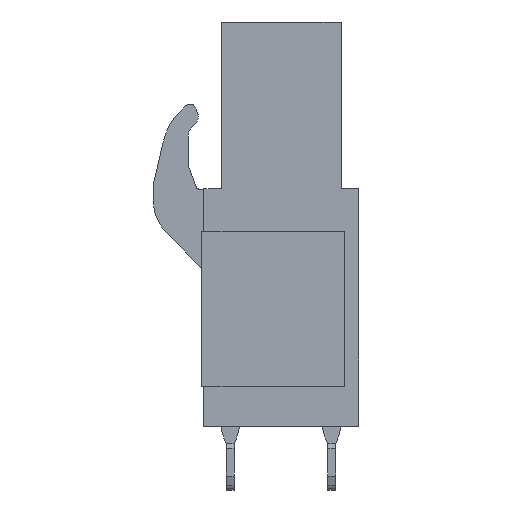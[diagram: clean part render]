
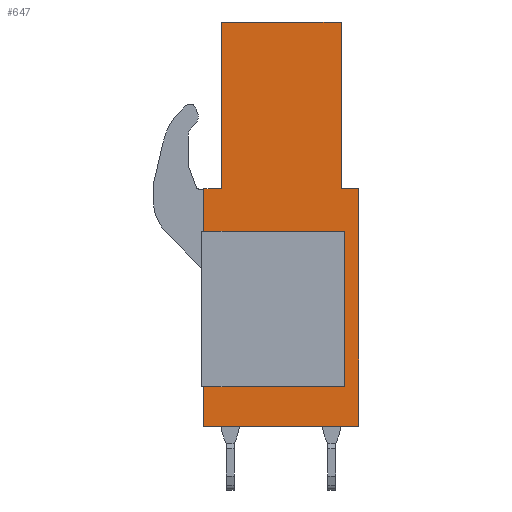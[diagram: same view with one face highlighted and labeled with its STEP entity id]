
A CAD part, left-side view. The second image highlights one B-rep face of the part: STEP entity #647.
In plain terms, the highlighted planar face has unit normal (-1, 0, 0).
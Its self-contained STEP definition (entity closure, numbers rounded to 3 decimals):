
#574=AXIS2_PLACEMENT_3D('Plane Axis2P3D',#571,#572,#573) ;
#36=CARTESIAN_POINT('Line Origine',(1.,3.875,23.45)) ;
#40=CARTESIAN_POINT('Vertex',(1.,0.875,23.45)) ;
#42=CARTESIAN_POINT('Vertex',(1.,6.875,23.45)) ;
#463=CARTESIAN_POINT('Vertex',(1.,7.75,3.2)) ;
#466=CARTESIAN_POINT('Line Origine',(1.,7.75,4.437)) ;
#470=CARTESIAN_POINT('Vertex',(1.,7.75,5.675)) ;
#477=CARTESIAN_POINT('Vertex',(1.,7.75,12.475)) ;
#480=CARTESIAN_POINT('Line Origine',(1.,7.75,13.787)) ;
#484=CARTESIAN_POINT('Vertex',(1.,7.75,15.1)) ;
#571=CARTESIAN_POINT('Axis2P3D Location',(1.,0.,0.)) ;
#576=CARTESIAN_POINT('Line Origine',(1.,4.225,12.475)) ;
#580=CARTESIAN_POINT('Vertex',(1.,0.7,12.475)) ;
#583=CARTESIAN_POINT('Line Origine',(1.,0.7,9.075)) ;
#587=CARTESIAN_POINT('Vertex',(1.,0.7,5.675)) ;
#590=CARTESIAN_POINT('Line Origine',(1.,4.225,5.675)) ;
#595=CARTESIAN_POINT('Line Origine',(1.,3.875,3.2)) ;
#599=CARTESIAN_POINT('Vertex',(1.,0.,3.2)) ;
#602=CARTESIAN_POINT('Line Origine',(1.,0.,9.15)) ;
#606=CARTESIAN_POINT('Vertex',(1.,0.,15.1)) ;
#609=CARTESIAN_POINT('Line Origine',(1.,0.438,15.1)) ;
#613=CARTESIAN_POINT('Vertex',(1.,0.875,15.1)) ;
#616=CARTESIAN_POINT('Line Origine',(1.,0.875,19.275)) ;
#621=CARTESIAN_POINT('Line Origine',(1.,6.875,19.275)) ;
#625=CARTESIAN_POINT('Vertex',(1.,6.875,15.1)) ;
#628=CARTESIAN_POINT('Line Origine',(1.,7.313,15.1)) ;
#37=DIRECTION('Vector Direction',(0.,1.,0.)) ;
#467=DIRECTION('Vector Direction',(0.,0.,1.)) ;
#481=DIRECTION('Vector Direction',(0.,0.,1.)) ;
#572=DIRECTION('Axis2P3D Direction',(1.,0.,0.)) ;
#573=DIRECTION('Axis2P3D XDirection',(0.,1.,0.)) ;
#577=DIRECTION('Vector Direction',(0.,-1.,0.)) ;
#584=DIRECTION('Vector Direction',(0.,0.,1.)) ;
#591=DIRECTION('Vector Direction',(0.,-1.,0.)) ;
#596=DIRECTION('Vector Direction',(0.,1.,0.)) ;
#603=DIRECTION('Vector Direction',(0.,0.,1.)) ;
#610=DIRECTION('Vector Direction',(0.,1.,0.)) ;
#617=DIRECTION('Vector Direction',(0.,0.,1.)) ;
#622=DIRECTION('Vector Direction',(0.,0.,1.)) ;
#629=DIRECTION('Vector Direction',(0.,-1.,0.)) ;
#38=VECTOR('Line Direction',#37,1.) ;
#468=VECTOR('Line Direction',#467,1.) ;
#482=VECTOR('Line Direction',#481,1.) ;
#578=VECTOR('Line Direction',#577,1.) ;
#585=VECTOR('Line Direction',#584,1.) ;
#592=VECTOR('Line Direction',#591,1.) ;
#597=VECTOR('Line Direction',#596,1.) ;
#604=VECTOR('Line Direction',#603,1.) ;
#611=VECTOR('Line Direction',#610,1.) ;
#618=VECTOR('Line Direction',#617,1.) ;
#623=VECTOR('Line Direction',#622,1.) ;
#630=VECTOR('Line Direction',#629,1.) ;
#634=ORIENTED_EDGE('',*,*,#582,.T.) ;
#635=ORIENTED_EDGE('',*,*,#589,.T.) ;
#636=ORIENTED_EDGE('',*,*,#594,.F.) ;
#637=ORIENTED_EDGE('',*,*,#472,.F.) ;
#638=ORIENTED_EDGE('',*,*,#601,.F.) ;
#639=ORIENTED_EDGE('',*,*,#608,.T.) ;
#640=ORIENTED_EDGE('',*,*,#615,.F.) ;
#641=ORIENTED_EDGE('',*,*,#620,.F.) ;
#642=ORIENTED_EDGE('',*,*,#44,.T.) ;
#643=ORIENTED_EDGE('',*,*,#627,.F.) ;
#644=ORIENTED_EDGE('',*,*,#632,.F.) ;
#645=ORIENTED_EDGE('',*,*,#486,.F.) ;
#647=ADVANCED_FACE('BLL5.08/20/180B 3.2SNOR 1682910000',(#646),#575,.F.) ;
#44=EDGE_CURVE('',#41,#43,#39,.T.) ;
#472=EDGE_CURVE('',#464,#471,#469,.T.) ;
#486=EDGE_CURVE('',#478,#485,#483,.T.) ;
#582=EDGE_CURVE('',#478,#581,#579,.T.) ;
#589=EDGE_CURVE('',#581,#588,#586,.F.) ;
#594=EDGE_CURVE('',#471,#588,#593,.T.) ;
#601=EDGE_CURVE('',#600,#464,#598,.T.) ;
#608=EDGE_CURVE('',#600,#607,#605,.T.) ;
#615=EDGE_CURVE('',#614,#607,#612,.F.) ;
#620=EDGE_CURVE('',#41,#614,#619,.F.) ;
#627=EDGE_CURVE('',#626,#43,#624,.T.) ;
#632=EDGE_CURVE('',#485,#626,#631,.T.) ;
#633=EDGE_LOOP('',(#634,#635,#636,#637,#638,#639,#640,#641,#642,#643,#644,#645)) ;
#646=FACE_OUTER_BOUND('',#633,.T.) ;
#39=LINE('Line',#36,#38) ;
#469=LINE('Line',#466,#468) ;
#483=LINE('Line',#480,#482) ;
#579=LINE('Line',#576,#578) ;
#586=LINE('Line',#583,#585) ;
#593=LINE('Line',#590,#592) ;
#598=LINE('Line',#595,#597) ;
#605=LINE('Line',#602,#604) ;
#612=LINE('Line',#609,#611) ;
#619=LINE('Line',#616,#618) ;
#624=LINE('Line',#621,#623) ;
#631=LINE('Line',#628,#630) ;
#575=PLANE('',#574) ;
#41=VERTEX_POINT('',#40) ;
#43=VERTEX_POINT('',#42) ;
#464=VERTEX_POINT('',#463) ;
#471=VERTEX_POINT('',#470) ;
#478=VERTEX_POINT('',#477) ;
#485=VERTEX_POINT('',#484) ;
#581=VERTEX_POINT('',#580) ;
#588=VERTEX_POINT('',#587) ;
#600=VERTEX_POINT('',#599) ;
#607=VERTEX_POINT('',#606) ;
#614=VERTEX_POINT('',#613) ;
#626=VERTEX_POINT('',#625) ;
